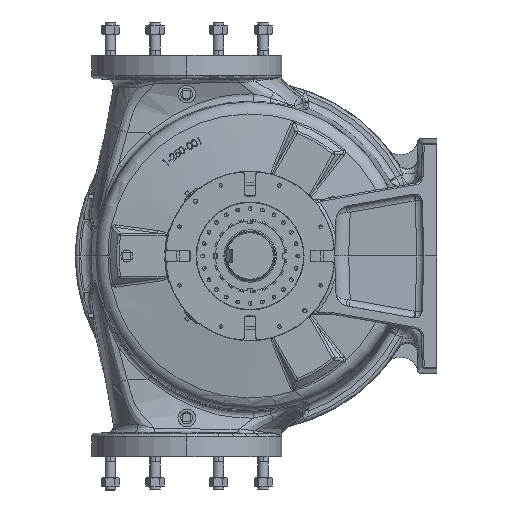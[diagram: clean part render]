
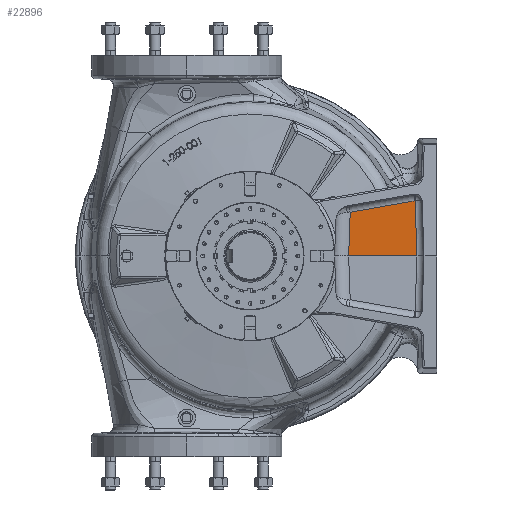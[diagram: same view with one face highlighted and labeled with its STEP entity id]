
A CAD part, left-side view. The second image highlights one B-rep face of the part: STEP entity #22896.
In plain terms, the highlighted planar face has unit normal (-0.999, 0, -0.035).
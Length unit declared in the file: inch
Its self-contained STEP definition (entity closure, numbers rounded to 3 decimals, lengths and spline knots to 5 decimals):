
#11961 = CARTESIAN_POINT ( 'NONE',  ( -27.53442, -6.99818, -0.03481 ) ) ;
#22896 = ADVANCED_FACE ( 'NONE', ( #137684 ), #228576, .F. ) ;
#30187 = ORIENTED_EDGE ( 'NONE', *, *, #35057, .F. ) ;
#30373 = EDGE_CURVE ( 'NONE', #221495, #38297, #37749, .T. ) ;
#33029 = EDGE_LOOP ( 'NONE', ( #82376, #89355, #175196, #30187 ) ) ;
#33752 = EDGE_CURVE ( 'NONE', #228340, #221495, #188220, .T. ) ;
#34969 = EDGE_CURVE ( 'NONE', #148548, #228340, #107649, .T. ) ;
#35057 = EDGE_CURVE ( 'NONE', #38297, #148548, #188747, .T. ) ;
#35288 = CARTESIAN_POINT ( 'NONE',  ( -27.53564, -6., 0. ) ) ;
#37749 = LINE ( 'NONE', #206382, #203678 ) ;
#38297 = VERTEX_POINT ( 'NONE', #190148 ) ;
#47366 = CARTESIAN_POINT ( 'NONE',  ( -27.53564, -11.8503, 0. ) ) ;
#52751 = VECTOR ( 'NONE', #77560, 39.37008 ) ;
#57088 = CARTESIAN_POINT ( 'NONE',  ( -27.53564, -6., 0. ) ) ;
#59903 = DIRECTION ( 'NONE',  ( 0.035, -0.035, -0.999 ) ) ;
#76837 = DIRECTION ( 'NONE',  ( -0.006, -0.985, 0.174 ) ) ;
#77560 = DIRECTION ( 'NONE',  ( -0.035, -0.035, 0.999 ) ) ;
#78953 = DIRECTION ( 'NONE',  ( 0.035, 0., -0.999 ) ) ;
#82376 = ORIENTED_EDGE ( 'NONE', *, *, #30373, .F. ) ;
#89355 = ORIENTED_EDGE ( 'NONE', *, *, #33752, .F. ) ;
#107649 = LINE ( 'NONE', #35288, #222872 ) ;
#137684 = FACE_OUTER_BOUND ( 'NONE', #33029, .T. ) ;
#137972 = VECTOR ( 'NONE', #59903, 39.37008 ) ;
#148548 = VERTEX_POINT ( 'NONE', #47366 ) ;
#153132 = AXIS2_PLACEMENT_3D ( 'NONE', #57088, #208511, #78953 ) ;
#159371 = CARTESIAN_POINT ( 'NONE',  ( -27.64419, -7.10794, 3.10842 ) ) ;
#175196 = ORIENTED_EDGE ( 'NONE', *, *, #34969, .F. ) ;
#186701 = DIRECTION ( 'NONE',  ( 0., 1., 0. ) ) ;
#188220 = LINE ( 'NONE', #11961, #52751 ) ;
#188747 = LINE ( 'NONE', #189502, #137972 ) ;
#189502 = CARTESIAN_POINT ( 'NONE',  ( -27.54276, -11.84319, 0.2038 ) ) ;
#190148 = CARTESIAN_POINT ( 'NONE',  ( -27.67255, -11.7134, 3.92048 ) ) ;
#203678 = VECTOR ( 'NONE', #76837, 39.37008 ) ;
#206382 = CARTESIAN_POINT ( 'NONE',  ( -27.6343, -5.50125, 2.82511 ) ) ;
#208511 = DIRECTION ( 'NONE',  ( 0.999, 0., 0.035 ) ) ;
#221495 = VERTEX_POINT ( 'NONE', #159371 ) ;
#222872 = VECTOR ( 'NONE', #186701, 39.37008 ) ;
#228340 = VERTEX_POINT ( 'NONE', #251975 ) ;
#228576 = PLANE ( 'NONE',  #153132 ) ;
#251975 = CARTESIAN_POINT ( 'NONE',  ( -27.53564, -6.99939, 0. ) ) ;
